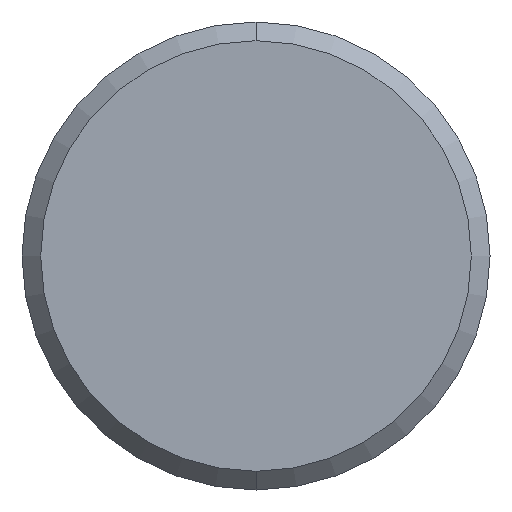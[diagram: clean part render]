
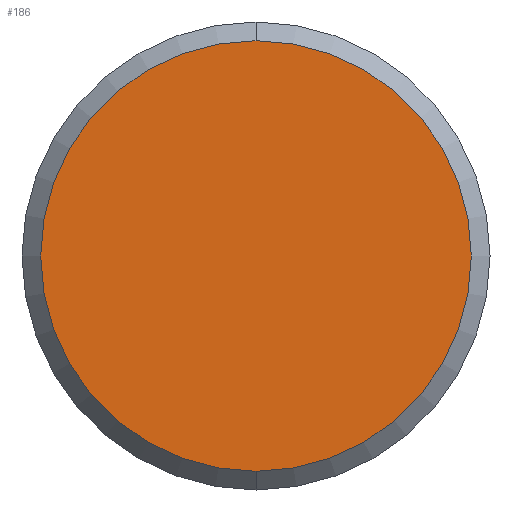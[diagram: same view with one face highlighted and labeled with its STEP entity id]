
A CAD part, front view. The second image highlights one B-rep face of the part: STEP entity #186.
In plain terms, the highlighted planar face has unit normal (0, -1, 0).
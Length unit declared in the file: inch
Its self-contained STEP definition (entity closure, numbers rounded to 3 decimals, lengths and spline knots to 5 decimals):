
#6 = EDGE_CURVE ( 'NONE', #93, #213, #216, .T. ) ;
#9 = EDGE_LOOP ( 'NONE', ( #111, #92 ) ) ;
#38 = DIRECTION ( 'NONE',  ( 0., 0., 1. ) ) ;
#59 = CARTESIAN_POINT ( 'NONE',  ( 0., 0., 0. ) ) ;
#70 = DIRECTION ( 'NONE',  ( 0., -1., 0. ) ) ;
#85 = CARTESIAN_POINT ( 'NONE',  ( 0., 0., 0. ) ) ;
#92 = ORIENTED_EDGE ( 'NONE', *, *, #6, .T. ) ;
#93 = VERTEX_POINT ( 'NONE', #109 ) ;
#106 = DIRECTION ( 'NONE',  ( 0., 1., 0. ) ) ;
#109 = CARTESIAN_POINT ( 'NONE',  ( 0., 0., -0.22985 ) ) ;
#111 = ORIENTED_EDGE ( 'NONE', *, *, #252, .T. ) ;
#115 = CARTESIAN_POINT ( 'NONE',  ( 0., 0., 0. ) ) ;
#144 = AXIS2_PLACEMENT_3D ( 'NONE', #115, #70, #180 ) ;
#149 = PLANE ( 'NONE',  #166 ) ;
#150 = FACE_OUTER_BOUND ( 'NONE', #9, .T. ) ;
#166 = AXIS2_PLACEMENT_3D ( 'NONE', #85, #106, #38 ) ;
#180 = DIRECTION ( 'NONE',  ( 0., 0., 1. ) ) ;
#186 = ADVANCED_FACE ( 'NONE', ( #150 ), #149, .F. ) ;
#190 = CIRCLE ( 'NONE', #144, 0.22985 ) ;
#197 = CARTESIAN_POINT ( 'NONE',  ( 0., 0., 0.22985 ) ) ;
#213 = VERTEX_POINT ( 'NONE', #197 ) ;
#216 = CIRCLE ( 'NONE', #229, 0.22985 ) ;
#229 = AXIS2_PLACEMENT_3D ( 'NONE', #59, #251, #270 ) ;
#251 = DIRECTION ( 'NONE',  ( 0., -1., 0. ) ) ;
#252 = EDGE_CURVE ( 'NONE', #213, #93, #190, .T. ) ;
#270 = DIRECTION ( 'NONE',  ( 0., 0., 1. ) ) ;
